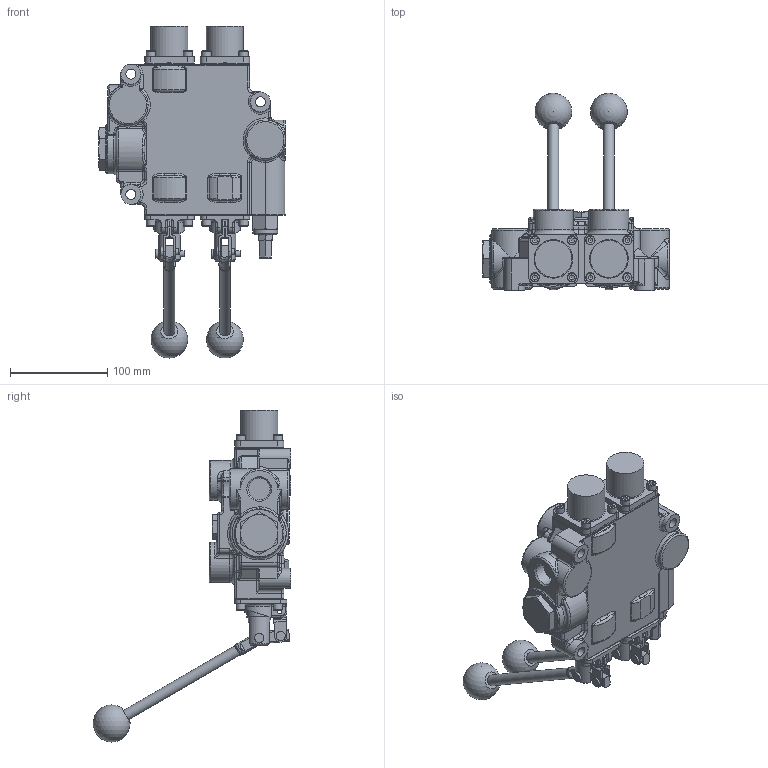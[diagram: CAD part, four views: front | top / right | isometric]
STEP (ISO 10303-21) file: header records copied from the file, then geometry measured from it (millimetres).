
FILE_DESCRIPTION((''),'2;1');
FILE_NAME('RD522CCAA5A4B1_Shell.stp','2012-03-19T09:03:49',('PetersW'),(''),'Autodesk Inventor 2012','Autodesk Inventor 2012','');
FILE_SCHEMA(('AUTOMOTIVE_DESIGN { 1 0 10303 214 1 1 1 1 }'));
Length unit declared in the file: inch
Products named in the file (1): Part1
Bounding box: 192.21 x 203.39 x 341.71 mm (x, y, z)
Volume: 1586993.2 mm3; surface area: 213447.5 mm2
Topology: 5 solids, 42 shells, 1576 faces, 3890 edges, 2410 vertices
Faces by surface type: plane 666, cylinder 392, bspline 216, cone 139, torus 136, sphere 27
Full cylindrical faces by diameter (mm): 2.388 x4, 4.75 x1, 4.813 x4, 4.978 x16, 5.017 x4, 6.248 x4, 6.325 x4, 6.35 x20, 6.375 x4, 6.731 x24, 8.382 x2, 9.398 x2, 9.525 x20, 10.312 x3, 11.113 x2, 12.446 x2, 12.7 x2, 17.856 x4, 20.638 x2, 22.225 x4, 23.52 x2, 23.523 x2, 25.4 x5, 30.48 x1, 33.68 x2, 34.138 x1, 38.252 x2, 41.275 x5, 48.768 x1
Entity records: 56842 total; most frequent: CARTESIAN_POINT 21491, ORIENTED_EDGE 6900, DIRECTION 6640, EDGE_CURVE 3450, AXIS2_PLACEMENT_3D 2580, VERTEX_POINT 2263, EDGE_LOOP 1961, STYLED_ITEM 1581
